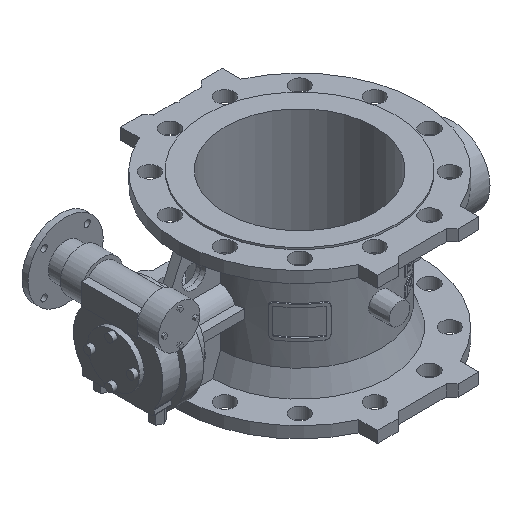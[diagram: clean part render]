
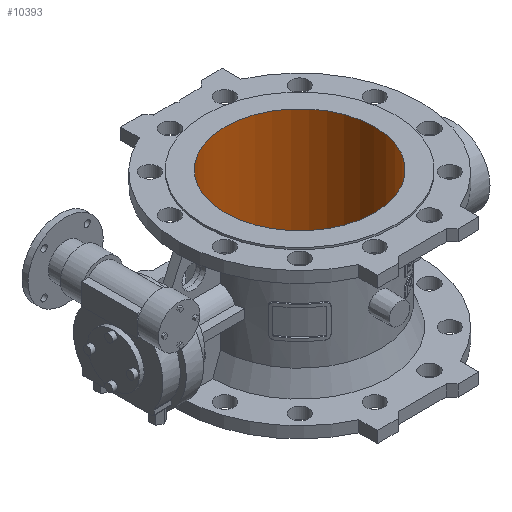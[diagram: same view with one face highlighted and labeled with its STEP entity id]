
A CAD part, isometric view. The second image highlights one B-rep face of the part: STEP entity #10393.
In plain terms, the highlighted cylindrical face has radius 125 mm (diameter 250 mm), a full revolution.
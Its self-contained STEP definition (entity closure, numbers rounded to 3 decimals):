
#2537 = FACE_OUTER_BOUND ( 'NONE', #8712, .T. ) ;
#2542 = FACE_OUTER_BOUND ( 'NONE', #8713, .T. ) ;
#2544 = CYLINDRICAL_SURFACE ( 'NONE', #12001, 125. ) ;
#4921 = ORIENTED_EDGE ( 'NONE', *, *, #17719, .T. ) ;
#4922 = ORIENTED_EDGE ( 'NONE', *, *, #17800, .F. ) ;
#8712 = EDGE_LOOP ( 'NONE', ( #4922 ) ) ;
#8713 = EDGE_LOOP ( 'NONE', ( #4921 ) ) ;
#9979 = AXIS2_PLACEMENT_3D ( 'NONE', #17430, #17431, #17432 ) ;
#10006 = AXIS2_PLACEMENT_3D ( 'NONE', #16600, #16601, #16602 ) ;
#10393 = ADVANCED_FACE ( 'NONE', ( #2537, #2542 ), #2544, .F. ) ;
#12001 = AXIS2_PLACEMENT_3D ( 'NONE', #14088, #14089, #14087 ) ;
#13776 = CIRCLE ( 'NONE', #10006, 125. ) ;
#14087 = DIRECTION ( 'NONE',  ( 0., 1., 0. ) ) ;
#14088 = CARTESIAN_POINT ( 'NONE',  ( 0., -5., -133.661 ) ) ;
#14089 = DIRECTION ( 'NONE',  ( 0., 0., -1. ) ) ;
#16055 = CIRCLE ( 'NONE', #9979, 125. ) ;
#16140 = VERTEX_POINT ( 'NONE', #17515 ) ;
#16155 = VERTEX_POINT ( 'NONE', #17530 ) ;
#16600 = CARTESIAN_POINT ( 'NONE',  ( 0., -5., -125. ) ) ;
#16601 = DIRECTION ( 'NONE',  ( 0., 0., -1. ) ) ;
#16602 = DIRECTION ( 'NONE',  ( 0., -1., 0. ) ) ;
#17430 = CARTESIAN_POINT ( 'NONE',  ( 0., -5., 125. ) ) ;
#17431 = DIRECTION ( 'NONE',  ( 0., 0., -1. ) ) ;
#17432 = DIRECTION ( 'NONE',  ( 0., 1., 0. ) ) ;
#17515 = CARTESIAN_POINT ( 'NONE',  ( 0., -130., -125. ) ) ;
#17530 = CARTESIAN_POINT ( 'NONE',  ( 0., 120., 125. ) ) ;
#17719 = EDGE_CURVE ( 'NONE', #16140, #16140, #13776, .T. ) ;
#17800 = EDGE_CURVE ( 'NONE', #16155, #16155, #16055, .T. ) ;
